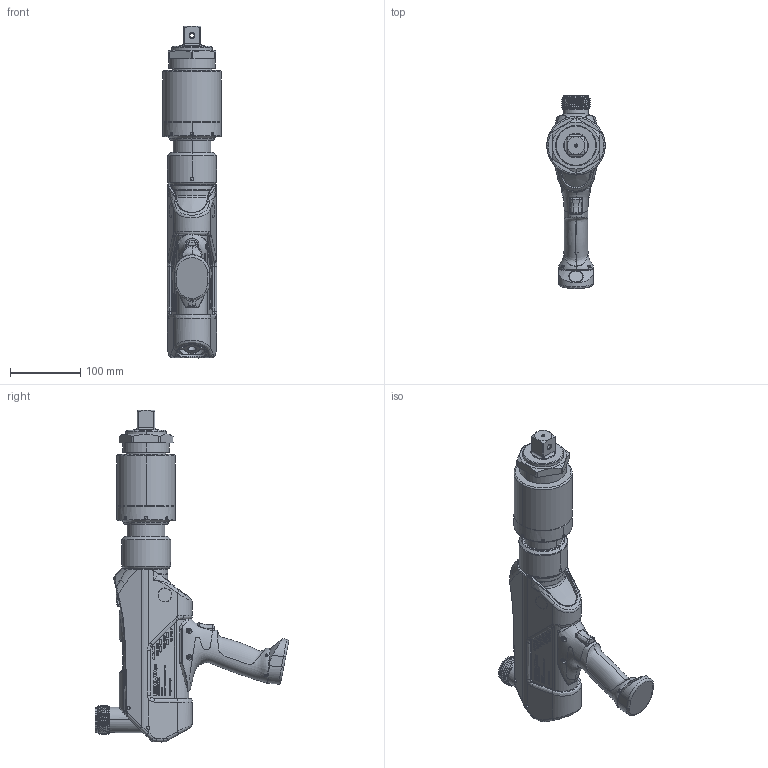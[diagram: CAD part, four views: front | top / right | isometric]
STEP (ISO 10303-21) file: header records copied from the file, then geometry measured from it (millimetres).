
FILE_DESCRIPTION((''),'2;1');
FILE_NAME('6151658870_ERP2000_VERTICAL_CON_ASM','2015-03-19T',('greextsd'),(''),'PRO/ENGINEER BY PARAMETRIC TECHNOLOGY CORPORATION, 2014200','PRO/ENGINEER BY PARAMETRIC TECHNOLOGY CORPORATION, 2014200','');
FILE_SCHEMA(('CONFIG_CONTROL_DESIGN'));
Length unit declared in the file: millimetre
Products named in the file (5): CORPS; CONNECTOR; 6153983070_GEARBOX; POIGNEE2; 6151658870_ERP2000_VERTICAL_CON_ASM
Assembly tree (4 placements, depth 2):
  6151658870_ERP2000_VERTICAL_CON_ASM
    CORPS
    CONNECTOR
    6153983070_GEARBOX
    POIGNEE2
Bounding box: 83.5 x 275.73 x 473.81 mm (x, y, z)
Volume: 2261991.1 mm3; surface area: 257865.7 mm2
Topology: 8 solids, 8 shells, 3448 faces, 9143 edges, 5878 vertices
Faces by surface type: plane 1236, extrusion 937, cylinder 665, bspline 386, cone 111, torus 98, sphere 13, revolution 2
Entity records: 204091 total; most frequent: CARTESIAN_POINT 125274, ORIENTED_EDGE 18198, DIRECTION 12451, EDGE_CURVE 9099, VERTEX_POINT 5878, VECTOR 5409, LINE 4472, B_SPLINE_CURVE_WITH_KNOTS 4178
